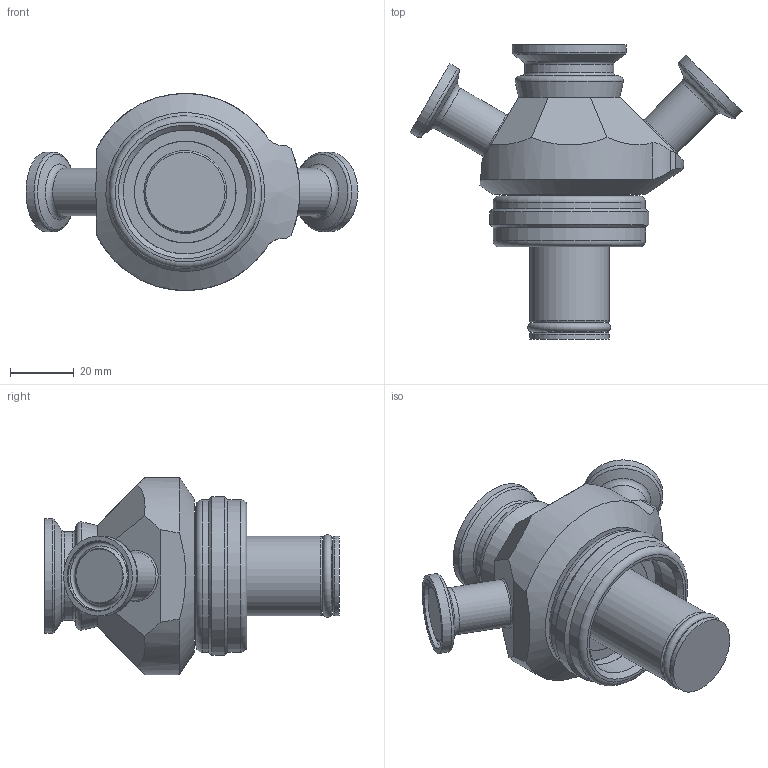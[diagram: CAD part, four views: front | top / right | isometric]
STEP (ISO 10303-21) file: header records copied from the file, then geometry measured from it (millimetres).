
FILE_DESCRIPTION(/* description */ (''),/* implementation_level */ '2;1');
FILE_NAME(/* name */ '893105.stp',/* time_stamp */ '2022-04-07T08:37:01+02:00',/* author */ ('rasmus'),/* organization */ (''),/* preprocessor_version */ 'ST-DEVELOPER v18.1',/* originating_system */ 'Autodesk Inventor 2022',/* authorisation */ '');
FILE_SCHEMA (('AUTOMOTIVE_DESIGN { 1 0 10303 214 3 1 1 }'));
Length unit declared in the file: millimetre
Products named in the file (2): 893105; 893105_Simplify_2
Assembly tree (1 placements, depth 2):
  893105
    893105_Simplify_2
Bounding box: 104.39 x 92.5 x 61.99 mm (x, y, z)
Volume: 131689.2 mm3; surface area: 30154.9 mm2
Topology: 5 solids, 5 shells, 100 faces, 219 edges, 139 vertices
Faces by surface type: plane 31, cylinder 30, torus 25, cone 14
Full cylindrical faces by diameter (mm): 15 x2, 20.8 x1, 21.8 x2, 25 x4, 28 x1, 28.5 x1, 28.7 x1, 30 x2, 32 x2, 36 x2, 36.4 x1, 39 x2, 43 x1, 48 x2, 50 x1
Entity records: 2883 total; most frequent: DIRECTION 566, CARTESIAN_POINT 487, ORIENTED_EDGE 438, AXIS2_PLACEMENT_3D 250, EDGE_CURVE 219, VERTEX_POINT 139, CIRCLE 134, EDGE_LOOP 116
